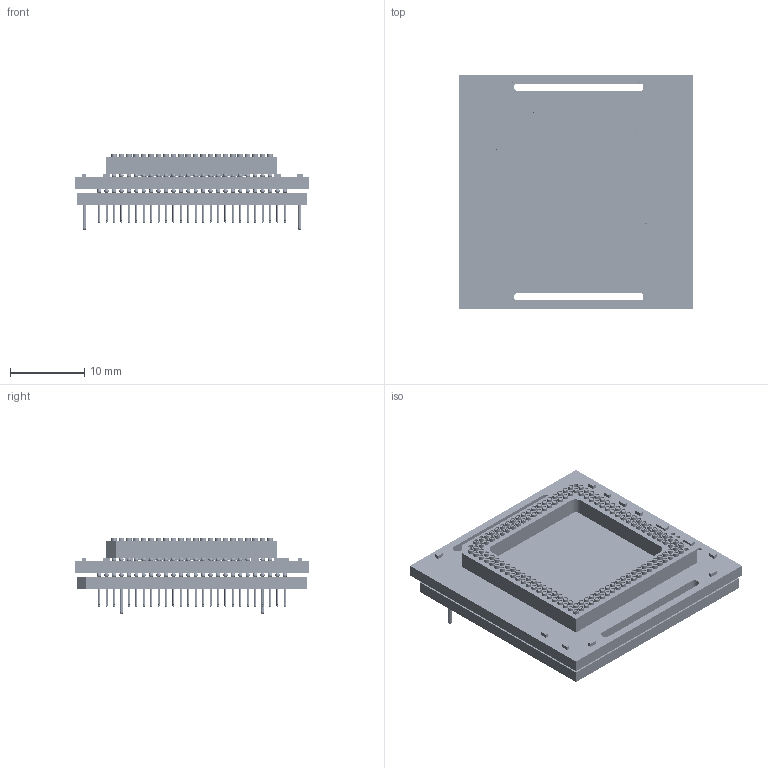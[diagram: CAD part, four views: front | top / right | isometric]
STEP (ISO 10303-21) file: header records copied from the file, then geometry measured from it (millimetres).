
FILE_DESCRIPTION((''),'2;1');
FILE_NAME('LFVBBJ74WA.stp','2014-02-03T15:21:53',(''),(''),'Mechanical Desktop 2011','Mechanical Desktop 2011',', , ');
FILE_SCHEMA(('CONFIG_CONTROL_DESIGN'));
Length unit declared in the file: millimetre
Products named in the file (14): Product; CC0402KRX7R9BB103; RMCF 1_16 470 1 R; CDC 2078-C; ROUND_42; ROUND_145; RECTANGLE_214; RECTANGLE_215; RECTANGLE_221; ROUND_147; GMK105BJ104KV-F; AI 8456; AI 8401TR; PPC5644AMMGA145
Assembly tree (1176 placements, depth 3):
  Product
    CC0402KRX7R9BB103  x9
    RMCF 1_16 470 1 R  x2
    CDC 2078-C
      ROUND_42  x159
      ROUND_145  x552
      RECTANGLE_214  x6
      RECTANGLE_215  x14
      RECTANGLE_221  x4
      ROUND_147  x425
    GMK105BJ104KV-F
    AI 8456
    AI 8401TR
    PPC5644AMMGA145
Bounding box: 31.6 x 31.6 x 10.24 mm (x, y, z)
Volume: 3974.7 mm3; surface area: 9129.8 mm2
Topology: 1111 solids, 1111 shells, 6155 faces, 20941 edges, 13981 vertices
Faces by surface type: bspline 2850, cylinder 1292, plane 1027, sphere 986
Entity records: 260764 total; most frequent: CARTESIAN_POINT 130109, DIRECTION 29713, ORIENTED_EDGE 23622, AXIS2_PLACEMENT_3D 13583, EDGE_CURVE 11811, CIRCLE 9371, VERTEX_POINT 8586, EDGE_LOOP 6361
